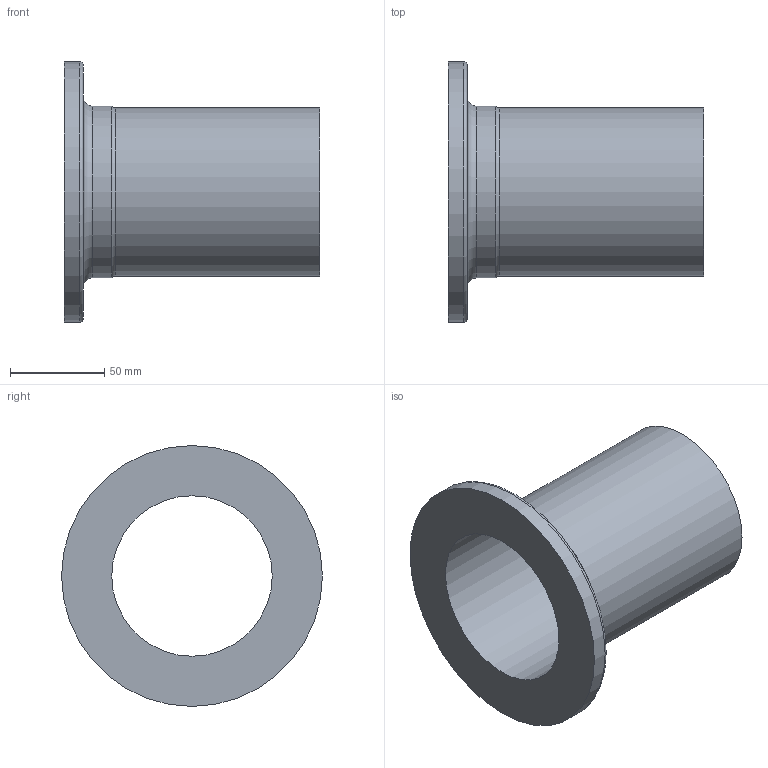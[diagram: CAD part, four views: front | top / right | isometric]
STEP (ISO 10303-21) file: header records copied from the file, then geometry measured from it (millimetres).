
FILE_DESCRIPTION(/* description */ (''),/* implementation_level */ '2;1');
FILE_NAME(/* name */ '36147.stp',/* time_stamp */ '2014-04-01T21:05:26+02:00',/* author */ ('bruh'),/* organization */ (''),/* preprocessor_version */ 'ST-DEVELOPER v15.2',/* originating_system */ 'Autodesk Inventor 2014',/* authorisation */ '');
FILE_SCHEMA (('AUTOMOTIVE_DESIGN { 1 0 10303 214 3 1 1 }'));
Length unit declared in the file: millimetre
Products named in the file (1): 36147
Bounding box: 135 x 138 x 138 mm (x, y, z)
Volume: 167012.8 mm3; surface area: 92785.9 mm2
Topology: 1 solids, 1 shells, 10 faces, 18 edges, 11 vertices
Faces by surface type: cylinder 4, torus 3, plane 3
Full cylindrical faces by diameter (mm): 84.9 x1, 88.9 x1, 91 x1, 138 x1
Entity records: 229 total; most frequent: DIRECTION 42, CARTESIAN_POINT 31, AXIS2_PLACEMENT_3D 21, EDGE_LOOP 20, ORIENTED_EDGE 20, FACE_BOUND 11, CIRCLE 10, VERTEX_POINT 10
